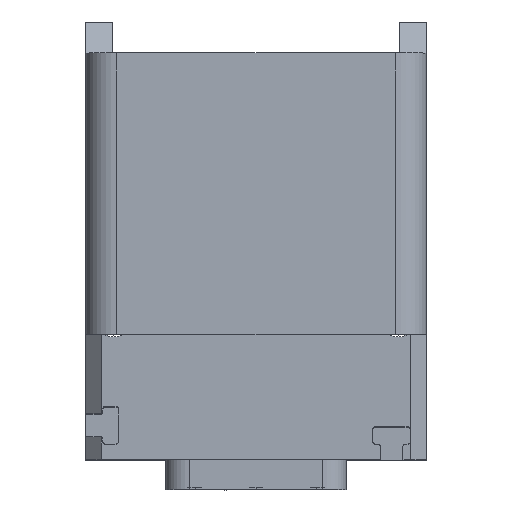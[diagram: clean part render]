
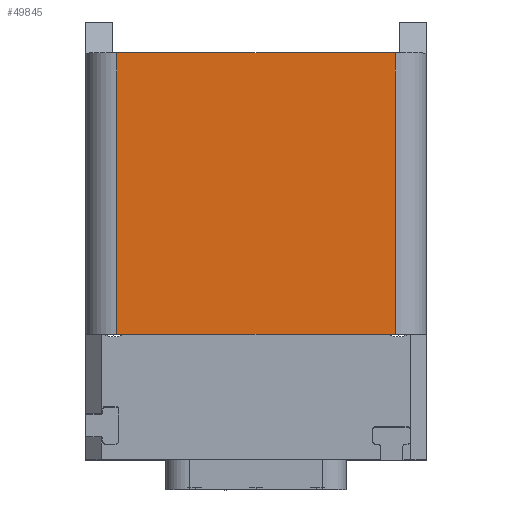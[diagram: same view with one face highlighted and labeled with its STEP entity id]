
A CAD part, top view. The second image highlights one B-rep face of the part: STEP entity #49845.
In plain terms, the highlighted planar face has unit normal (0, 0, 1).
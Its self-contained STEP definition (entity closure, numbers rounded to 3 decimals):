
#3593=DIRECTION('',(1.,0.,0.));
#3594=VECTOR('',#3593,17.8);
#3595=CARTESIAN_POINT('',(-8.9,1.65,15.85));
#3596=LINE('',#3595,#3594);
#3610=DIRECTION('',(0.,-1.,0.));
#3611=VECTOR('',#3610,18.);
#3612=CARTESIAN_POINT('',(8.9,19.65,15.85));
#3613=LINE('',#3612,#3611);
#3627=DIRECTION('',(1.,0.,0.));
#3628=VECTOR('',#3627,17.8);
#3629=CARTESIAN_POINT('',(-8.9,19.65,15.85));
#3630=LINE('',#3629,#3628);
#3631=DIRECTION('',(0.,1.,0.));
#3632=VECTOR('',#3631,18.);
#3633=CARTESIAN_POINT('',(-8.9,1.65,15.85));
#3634=LINE('',#3633,#3632);
#33065=CARTESIAN_POINT('',(-8.9,1.65,15.85));
#33066=CARTESIAN_POINT('',(8.9,1.65,15.85));
#33067=VERTEX_POINT('',#33065);
#33068=VERTEX_POINT('',#33066);
#33253=CARTESIAN_POINT('',(-8.9,19.65,15.85));
#33254=VERTEX_POINT('',#33253);
#33255=CARTESIAN_POINT('',(8.9,19.65,15.85));
#33256=VERTEX_POINT('',#33255);
#49832=CARTESIAN_POINT('',(-10.9,21.65,15.85));
#49833=DIRECTION('',(0.,0.,1.));
#49834=DIRECTION('',(0.,-1.,0.));
#49835=AXIS2_PLACEMENT_3D('',#49832,#49833,#49834);
#49836=PLANE('',#49835);
#49838=ORIENTED_EDGE('',*,*,#49837,.T.);
#49840=ORIENTED_EDGE('',*,*,#49839,.T.);
#49841=ORIENTED_EDGE('',*,*,#49821,.T.);
#49842=ORIENTED_EDGE('',*,*,#49793,.F.);
#49843=EDGE_LOOP('',(#49838,#49840,#49841,#49842));
#49844=FACE_OUTER_BOUND('',#49843,.F.);
#49845=ADVANCED_FACE('',(#49844),#49836,.T.);
#49793=EDGE_CURVE('',#33067,#33068,#3596,.T.);
#49821=EDGE_CURVE('',#33256,#33068,#3613,.T.);
#49837=EDGE_CURVE('',#33067,#33254,#3634,.T.);
#49839=EDGE_CURVE('',#33254,#33256,#3630,.T.);
